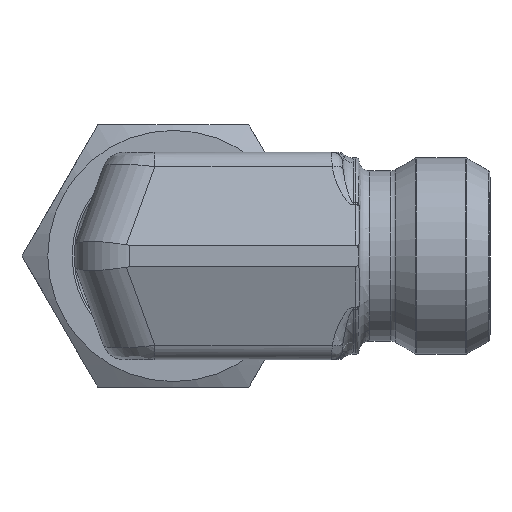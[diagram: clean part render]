
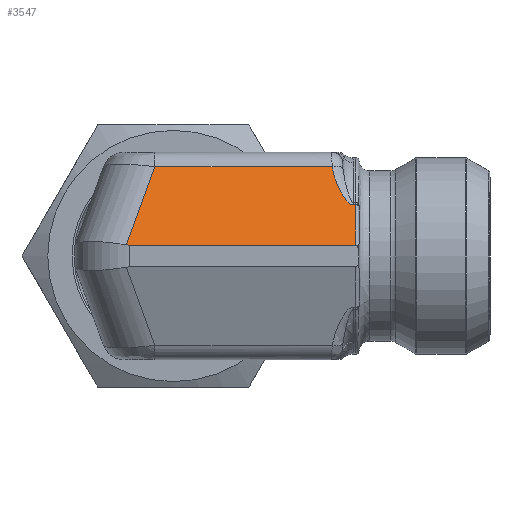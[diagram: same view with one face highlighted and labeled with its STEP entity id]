
A CAD part, left-side view. The second image highlights one B-rep face of the part: STEP entity #3547.
In plain terms, the highlighted planar face has unit normal (-0.94, 0, 0.342).
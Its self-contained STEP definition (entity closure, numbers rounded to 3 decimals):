
#203=LINE('',#7127,#371);
#204=LINE('',#7138,#372);
#205=LINE('',#7149,#373);
#206=LINE('',#7151,#374);
#371=VECTOR('',#5266,1.);
#372=VECTOR('',#5267,1.);
#373=VECTOR('',#5268,1.);
#374=VECTOR('',#5269,1.);
#576=FACE_OUTER_BOUND('',#1327,.T.);
#850=PLANE('',#4674);
#1099=B_SPLINE_CURVE_WITH_KNOTS('',3,(#7130,#7131,#7132,#7133,#7134,#7135,
#7136),.UNSPECIFIED.,.F.,.F.,(4,3,4),(0.,0.464,1.),
 .UNSPECIFIED.);
#1100=B_SPLINE_CURVE_WITH_KNOTS('',3,(#7140,#7141,#7142,#7143,#7144,#7145,
#7146,#7147),.UNSPECIFIED.,.F.,.F.,(4,2,2,4),(0.,0.25,0.5,1.),
 .UNSPECIFIED.);
#1327=EDGE_LOOP('',(#1917,#1918,#1919,#1920,#1921,#1922,#1923));
#1917=ORIENTED_EDGE('',*,*,#3083,.T.);
#1918=ORIENTED_EDGE('',*,*,#3084,.T.);
#1919=ORIENTED_EDGE('',*,*,#3085,.T.);
#1920=ORIENTED_EDGE('',*,*,#3086,.T.);
#1921=ORIENTED_EDGE('',*,*,#3087,.T.);
#1922=ORIENTED_EDGE('',*,*,#3088,.T.);
#1923=ORIENTED_EDGE('',*,*,#3089,.T.);
#3083=EDGE_CURVE('',#4189,#4190,#203,.T.);
#3084=EDGE_CURVE('',#4190,#4191,#1099,.T.);
#3085=EDGE_CURVE('',#4191,#4192,#204,.T.);
#3086=EDGE_CURVE('',#4192,#4193,#1100,.T.);
#3087=EDGE_CURVE('',#4193,#4194,#205,.T.);
#3088=EDGE_CURVE('',#4194,#4195,#206,.T.);
#3089=EDGE_CURVE('',#4195,#4189,#3809,.T.);
#3547=ADVANCED_FACE('',(#576),#850,.T.);
#3809=ELLIPSE('',#4673,14.619,5.);
#4189=VERTEX_POINT('',#7128);
#4190=VERTEX_POINT('',#7129);
#4191=VERTEX_POINT('',#7137);
#4192=VERTEX_POINT('',#7139);
#4193=VERTEX_POINT('',#7148);
#4194=VERTEX_POINT('',#7150);
#4195=VERTEX_POINT('',#7152);
#4673=AXIS2_PLACEMENT_3D('',#7153,#5270,#5271);
#4674=AXIS2_PLACEMENT_3D('',#7154,#5272,#5273);
#5266=DIRECTION('',(0.,-1.,0.));
#5267=DIRECTION('',(0.,1.,0.));
#5268=DIRECTION('',(0.,1.,0.));
#5269=DIRECTION('',(-0.324,0.324,-0.889));
#5270=DIRECTION('',(-0.94,0.,0.342));
#5271=DIRECTION('',(-0.342,0.,-0.94));
#5272=DIRECTION('',(-0.94,0.,0.342));
#5273=DIRECTION('',(0.342,0.,0.94));
#7127=CARTESIAN_POINT('',(-9.,-3.25,1.));
#7128=CARTESIAN_POINT('',(-9.,4.,1.));
#7129=CARTESIAN_POINT('',(-9.,-16.7,1.));
#7130=CARTESIAN_POINT('',(-9.,-16.7,1.));
#7131=CARTESIAN_POINT('',(-8.793,-16.705,1.57));
#7132=CARTESIAN_POINT('',(-8.585,-16.729,2.14));
#7133=CARTESIAN_POINT('',(-8.378,-16.734,2.71));
#7134=CARTESIAN_POINT('',(-8.138,-16.74,3.368));
#7135=CARTESIAN_POINT('',(-7.899,-16.718,4.025));
#7136=CARTESIAN_POINT('',(-7.659,-16.705,4.683));
#7137=CARTESIAN_POINT('',(-7.659,-16.705,4.683));
#7138=CARTESIAN_POINT('',(-7.659,-3.25,4.683));
#7139=CARTESIAN_POINT('',(-7.659,-16.5,4.683));
#7140=CARTESIAN_POINT('',(-7.659,-16.5,4.683));
#7141=CARTESIAN_POINT('',(-7.659,-16.127,4.683));
#7142=CARTESIAN_POINT('',(-7.533,-15.881,5.031));
#7143=CARTESIAN_POINT('',(-7.324,-15.475,5.604));
#7144=CARTESIAN_POINT('',(-7.214,-15.309,5.907));
#7145=CARTESIAN_POINT('',(-6.874,-14.867,6.84));
#7146=CARTESIAN_POINT('',(-6.633,-14.649,7.502));
#7147=CARTESIAN_POINT('',(-6.385,-14.552,8.184));
#7148=CARTESIAN_POINT('',(-6.385,-14.552,8.184));
#7149=CARTESIAN_POINT('',(-6.385,-3.25,8.184));
#7150=CARTESIAN_POINT('',(-6.385,1.687,8.184));
#7151=CARTESIAN_POINT('',(-8.209,3.511,3.173));
#7152=CARTESIAN_POINT('',(-8.991,4.293,1.024));
#7153=CARTESIAN_POINT('',(-4.,4.,14.737));
#7154=CARTESIAN_POINT('',(-9.,-3.25,1.));
